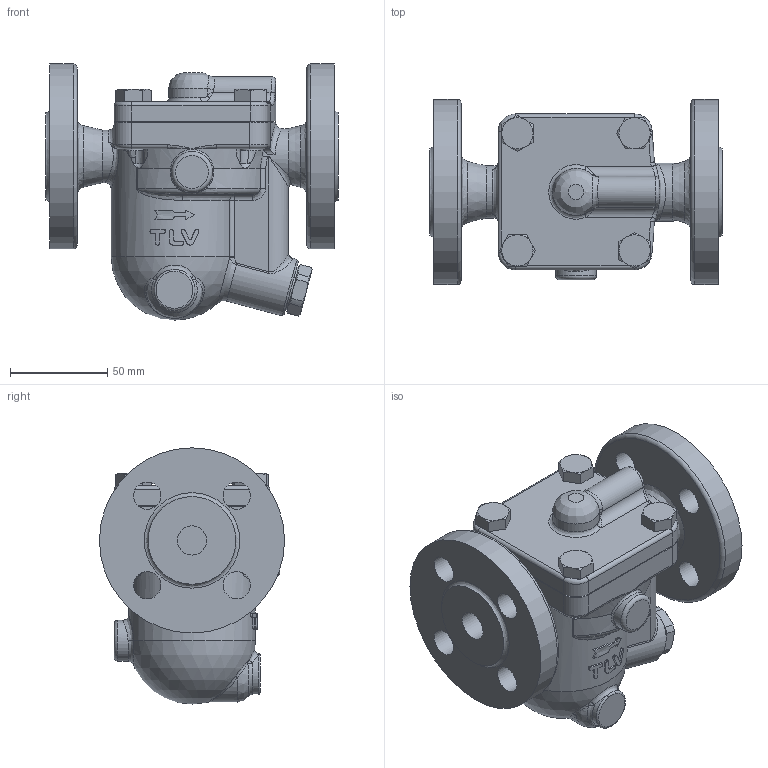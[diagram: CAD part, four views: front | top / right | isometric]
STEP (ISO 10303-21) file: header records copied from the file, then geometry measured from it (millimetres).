
FILE_DESCRIPTION((''),'2;1');
FILE_NAME('jh3b0-015-e0025-00.stp','2009-10-08T13:11:46',('nakaot'),(''),'Autodesk Inventor 2008','Autodesk Inventor 2008','');
FILE_SCHEMA(('AUTOMOTIVE_DESIGN { 1 0 10303 214 1 1 1 1 }'));
Length unit declared in the file: millimetre
Products named in the file (1): jh3b0-015-e0025-00
Bounding box: 150 x 95 x 131.5 mm (x, y, z)
Volume: 723991.9 mm3; surface area: 95754 mm2
Topology: 1 solids, 1 shells, 365 faces, 907 edges, 562 vertices
Faces by surface type: bspline 111, plane 103, cylinder 77, cone 51, torus 21, sphere 2
Full cylindrical faces by diameter (mm): 10 x9, 15 x2, 21 x2, 23 x1, 27 x1, 30 x1, 56.5 x1, 95 x2
Entity records: 24321 total; most frequent: CARTESIAN_POINT 16740, ORIENTED_EDGE 1676, DIRECTION 1348, EDGE_CURVE 838, AXIS2_PLACEMENT_3D 579, VERTEX_POINT 542, EDGE_LOOP 456, FACE_OUTER_BOUND 365
